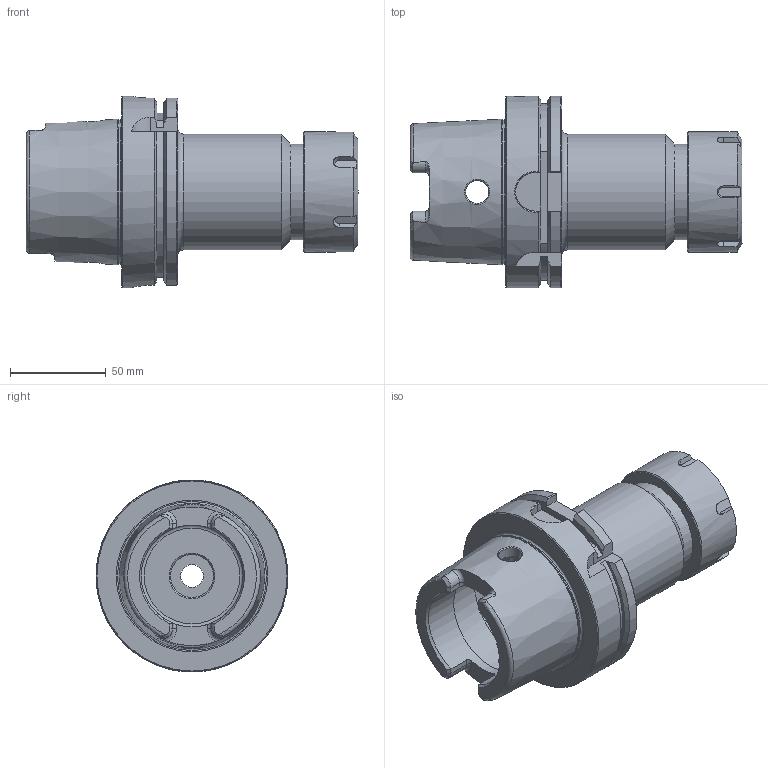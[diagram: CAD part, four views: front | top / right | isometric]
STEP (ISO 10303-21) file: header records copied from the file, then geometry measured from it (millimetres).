
FILE_DESCRIPTION((''),'2;1');
FILE_NAME('H100-40ERP484.stp','2014-08-11T14:56:56',('kaykin'),(''),'Autodesk Inventor 2012','Autodesk Inventor 2012','');
FILE_SCHEMA(('AUTOMOTIVE_DESIGN { 1 0 10303 214 1 1 1 1 }'));
Length unit declared in the file: inch
Products named in the file (3): H100-40ERP484; H100-40ER5-1; 40ERPN
Assembly tree (2 placements, depth 2):
  H100-40ERP484
    H100-40ER5-1
    40ERPN
Bounding box: 172.94 x 100 x 100 mm (x, y, z)
Volume: 437143.1 mm3; surface area: 83733.6 mm2
Topology: 2 solids, 2 shells, 178 faces, 444 edges, 278 vertices
Faces by surface type: plane 68, cylinder 42, cone 39, torus 18, bspline 11
Full cylindrical faces by diameter (mm): 10 x1, 12 x3, 22.377 x1, 25.016 x1, 26.848 x1, 30.988 x1, 31.115 x1, 33.477 x1, 38.1 x1, 41.148 x1, 48.666 x1, 50 x1, 50.292 x1, 53 x2, 60.325 x1, 62.738 x1, 63 x1, 75.364 x1, 100 x1
Entity records: 6019 total; most frequent: CARTESIAN_POINT 2021, ORIENTED_EDGE 758, DIRECTION 749, EDGE_CURVE 379, AXIS2_PLACEMENT_3D 312, VERTEX_POINT 266, EDGE_LOOP 247, FACE_OUTER_BOUND 178
